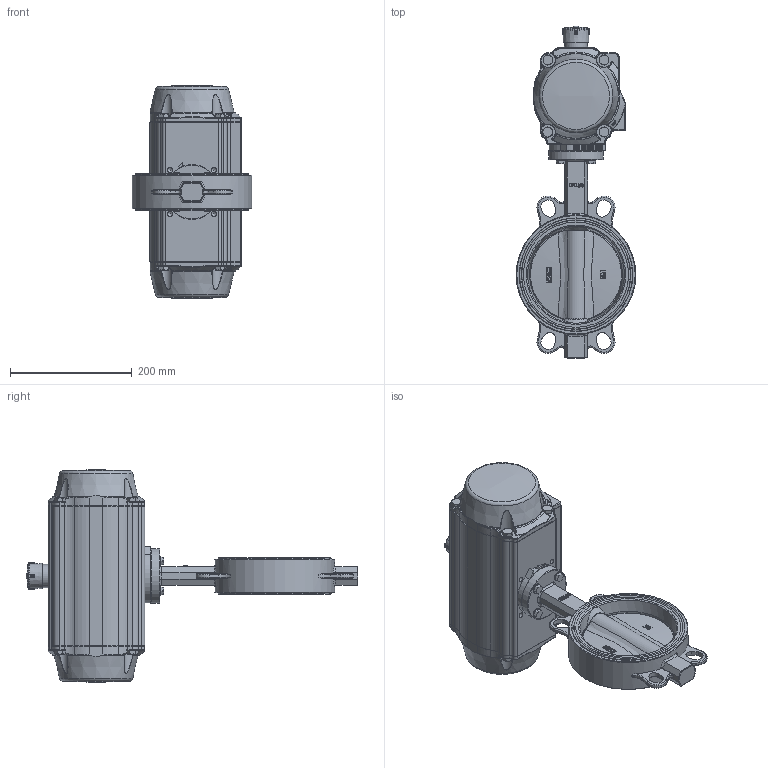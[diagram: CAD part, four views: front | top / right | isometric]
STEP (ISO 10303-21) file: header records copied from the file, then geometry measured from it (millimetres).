
FILE_DESCRIPTION(/* description */ ('Unknown','CAx-IF Rec.Pracs.---Representation and Presentation of Product Manufacturing Information (PMI)---4.0---2014-10-13','CAx-IF Rec.Pracs.---3D Tessellated Geometry---0.4---2014-09-14','2;1'),/* implementation_level */ '2;1');
FILE_NAME(/* name */ 'FR06 5100_5110_5120-14',/* time_stamp */ '2023-11-27T13:40:37+01:00',/* author */ ('Unknown'),/* organization */ ('Unknown'),/* preprocessor_version */ 'ST-DEVELOPER v18.102',/* originating_system */ 'Solid Edge',/* authorisation */ 'Unknown');
FILE_SCHEMA (('AP242_MANAGED_MODEL_BASED_3D_ENGINEERING_MIM_LF { 1 0 10303 442 1 1 4 }'));
Products named in the file (19): FR248-5.100.150; Raster DN40- DN150; WAFER-DN150; DN150概极; seat; disc; shaft1; shaft2; bushing1; DIN126-M8; DIN933_M8x45; DW07_FR06_(DW333_FR248); KP-125; ָʾ; 硌尨釱; 硌尨梓尨_酴伎; 指示标示(黄色）_红色; cup head nib bolts with large head gb_GB_FASTENER_BOLT_CHNBW M6X25-N; hexagon head bolts--product grade c gb_GB_FASTENER_BOLT_HHBC M10X45-N
Assembly tree (34 placements, depth 4):
  FR248-5.100.150
    Raster DN40- DN150
    WAFER-DN150
      DN150概极
      seat
      disc
      shaft1
      shaft2
      bushing1  x2
    DIN126-M8  x4
    DIN933_M8x45  x4
    DW07_FR06_(DW333_FR248)
      KP-125
      ָʾ
        硌尨釱
        硌尨梓尨_酴伎  x2
        指示标示(黄色）_红色  x2
      cup head nib bolts with large head gb_GB_FASTENER_BOLT_CHNBW M6X25-N
      hexagon head bolts--product grade c gb_GB_FASTENER_BOLT_HHBC M10X45-N  x8
Bounding box: 197 x 546.4 x 349.9 mm (x, y, z)
Volume: 7766017.3 mm3; surface area: 616117 mm2
Topology: 31 solids, 31 shells, 1958 faces, 4762 edges, 2924 vertices
Faces by surface type: plane 659, cylinder 514, bspline 382, torus 193, cone 191, sphere 19
Full cylindrical faces by diameter (mm): 3 x16, 3.3 x8, 4.2 x8, 4.66 x1, 5 x2, 6 x1, 6.2 x1, 6.8 x12, 8 x4, 8.5 x12, 9 x4, 10 x12, 11.8 x2, 13.09 x1, 15 x1, 15.92 x2, 16 x4, 18.92 x3, 19.1 x2, 19.2 x2, 23.8 x2, 23.88 x2, 30 x2, 30.86 x1, 31.6 x1, 32 x1, 38 x1, 38.5 x1, 52.79 x2, 56 x1
Entity records: 61504 total; most frequent: CARTESIAN_POINT 25852, ORIENTED_EDGE 7386, DIRECTION 6750, EDGE_CURVE 3693, AXIS2_PLACEMENT_3D 2623, VERTEX_POINT 2387, FACE_BOUND 1912, EDGE_LOOP 1887
